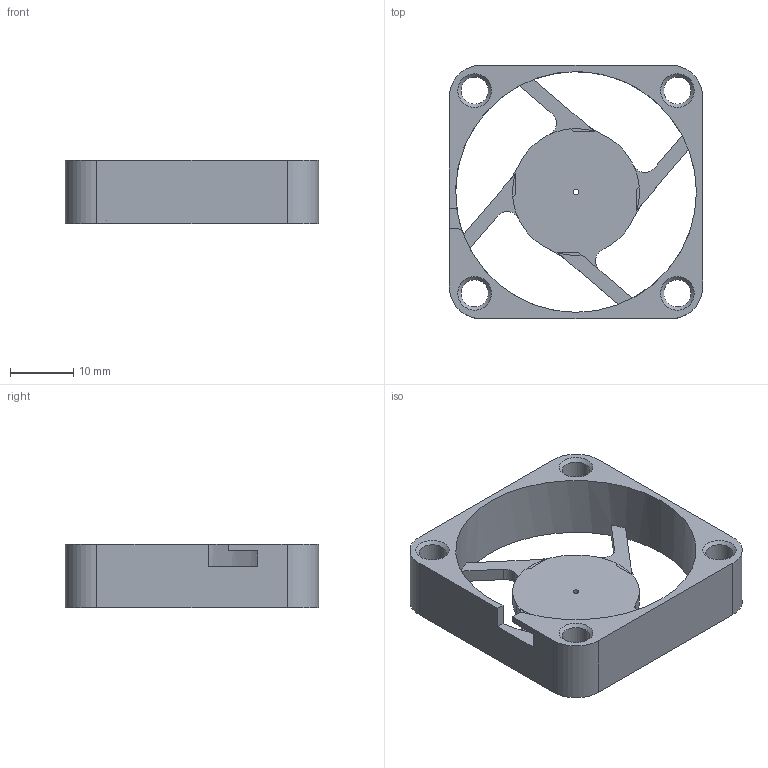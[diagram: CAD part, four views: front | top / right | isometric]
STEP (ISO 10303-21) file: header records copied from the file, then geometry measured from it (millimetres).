
FILE_DESCRIPTION(('FreeCAD Model'),'2;1');
FILE_NAME('fan_40x40_v2.stp','2020-05-27T23:30:29',('FreeCAD'),('FreeCAD'), 'Open CASCADE STEP processor 7.3','FreeCAD','Unknown');
FILE_SCHEMA(('CONFIG_CONTROL_DESIGN'));
Length unit declared in the file: millimetre
Products named in the file (1): Open CASCADE STEP translator 7.3 1
Bounding box: 40 x 40 x 10 mm (x, y, z)
Volume: 4644.7 mm3; surface area: 5083 mm2
Topology: 1 solids, 1 shells, 74 faces, 220 edges, 142 vertices
Faces by surface type: plane 42, cylinder 24, cone 8
Full cylindrical faces by diameter (mm): 0.914 x1, 2.528 x1, 4.3 x4, 38 x1
Entity records: 5627 total; most frequent: CARTESIAN_POINT 1369, DIRECTION 785, ORIENTED_EDGE 440, PCURVE 440, DEFINITIONAL_REPRESENTATION 440, LINE 438, VECTOR 438, EDGE_CURVE 220
